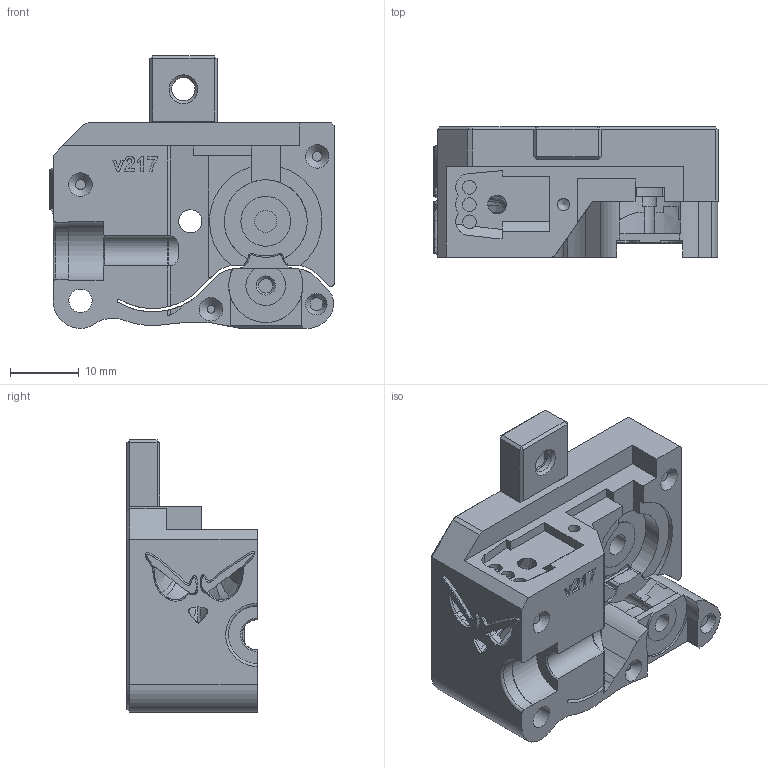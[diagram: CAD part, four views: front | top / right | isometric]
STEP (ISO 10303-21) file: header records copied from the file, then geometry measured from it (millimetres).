
FILE_DESCRIPTION(('FreeCAD Model'),'2;1');
FILE_NAME('Open CASCADE Shape Model','2025-03-05T10:54:47',( 'Theophile Boue'),('Uboe'),'Open CASCADE STEP processor 7.7', 'FreeCAD','Unknown');
FILE_SCHEMA(('AUTOMOTIVE_DESIGN { 1 0 10303 214 1 1 1 1 }'));
Length unit declared in the file: millimetre
Products named in the file (1): encoder_left_larger_brake_gap
Bounding box: 41.5 x 19 x 39.75 mm (x, y, z)
Volume: 15732.5 mm3; surface area: 7337.7 mm2
Topology: 1 solids, 1 shells, 460 faces, 1185 edges, 740 vertices
Faces by surface type: bspline 184, plane 179, cylinder 64, cone 32, torus 1
Full cylindrical faces by diameter (mm): 1.75 x1, 2 x3, 2.8 x2, 3.1 x1, 3.2 x2, 3.4 x4, 6 x3, 7.25 x1
Entity records: 18198 total; most frequent: CARTESIAN_POINT 7899, ORIENTED_EDGE 2368, DIRECTION 1668, EDGE_CURVE 1184, VERTEX_POINT 742, LINE 636, VECTOR 636, AXIS2_PLACEMENT_3D 516
